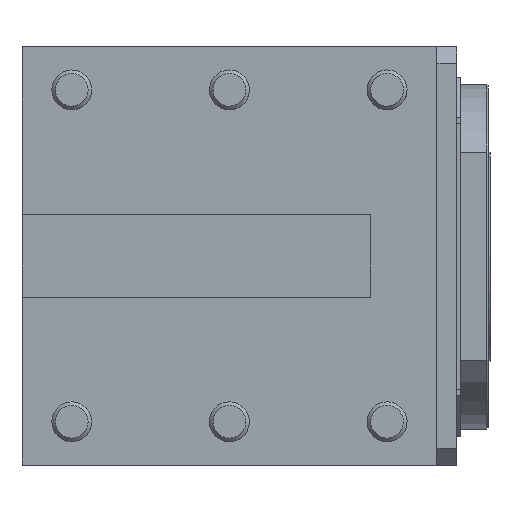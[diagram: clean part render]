
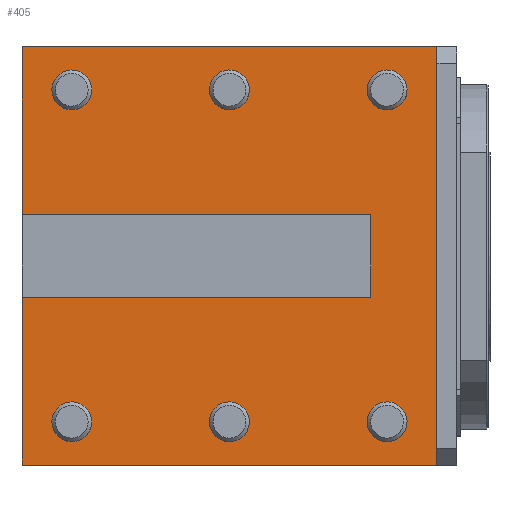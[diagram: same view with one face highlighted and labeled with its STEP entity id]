
A CAD part, top view. The second image highlights one B-rep face of the part: STEP entity #405.
In plain terms, the highlighted planar face has unit normal (0, 0, 1).
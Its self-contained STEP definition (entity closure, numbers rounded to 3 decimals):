
#83=LINE('',#2161,#178);
#84=LINE('',#2164,#179);
#85=LINE('',#2166,#180);
#86=LINE('',#2168,#181);
#87=LINE('',#2170,#182);
#88=LINE('',#2172,#183);
#89=LINE('',#2174,#184);
#90=LINE('',#2176,#185);
#178=VECTOR('',#1741,1.);
#179=VECTOR('',#1742,1.);
#180=VECTOR('',#1743,1.);
#181=VECTOR('',#1744,1.);
#182=VECTOR('',#1745,1.);
#183=VECTOR('',#1746,1.);
#184=VECTOR('',#1747,1.);
#185=VECTOR('',#1748,1.);
#268=PLANE('',#1447);
#405=ADVANCED_FACE('',(#518,#519,#520,#521,#522,#523,#524),#268,.T.);
#518=FACE_BOUND('',#621,.T.);
#519=FACE_BOUND('',#622,.T.);
#520=FACE_BOUND('',#623,.T.);
#521=FACE_BOUND('',#624,.T.);
#522=FACE_BOUND('',#625,.T.);
#523=FACE_BOUND('',#626,.T.);
#524=FACE_BOUND('',#627,.T.);
#621=EDGE_LOOP('',(#812,#813,#814,#815,#816,#817,#818,#819));
#622=EDGE_LOOP('',(#820));
#623=EDGE_LOOP('',(#821));
#624=EDGE_LOOP('',(#822));
#625=EDGE_LOOP('',(#823));
#626=EDGE_LOOP('',(#824));
#627=EDGE_LOOP('',(#825));
#812=ORIENTED_EDGE('',*,*,#1174,.T.);
#813=ORIENTED_EDGE('',*,*,#1175,.T.);
#814=ORIENTED_EDGE('',*,*,#1176,.F.);
#815=ORIENTED_EDGE('',*,*,#1177,.T.);
#816=ORIENTED_EDGE('',*,*,#1178,.T.);
#817=ORIENTED_EDGE('',*,*,#1179,.T.);
#818=ORIENTED_EDGE('',*,*,#1180,.T.);
#819=ORIENTED_EDGE('',*,*,#1181,.T.);
#820=ORIENTED_EDGE('',*,*,#1127,.T.);
#821=ORIENTED_EDGE('',*,*,#1139,.T.);
#822=ORIENTED_EDGE('',*,*,#1144,.T.);
#823=ORIENTED_EDGE('',*,*,#1156,.T.);
#824=ORIENTED_EDGE('',*,*,#1161,.T.);
#825=ORIENTED_EDGE('',*,*,#1166,.T.);
#997=VERTEX_POINT('',#2029);
#1009=VERTEX_POINT('',#2060);
#1014=VERTEX_POINT('',#2076);
#1026=VERTEX_POINT('',#2107);
#1031=VERTEX_POINT('',#2123);
#1036=VERTEX_POINT('',#2139);
#1044=VERTEX_POINT('',#2162);
#1045=VERTEX_POINT('',#2163);
#1046=VERTEX_POINT('',#2165);
#1047=VERTEX_POINT('',#2167);
#1048=VERTEX_POINT('',#2169);
#1049=VERTEX_POINT('',#2171);
#1050=VERTEX_POINT('',#2173);
#1051=VERTEX_POINT('',#2175);
#1127=EDGE_CURVE('',#997,#997,#1263,.T.);
#1139=EDGE_CURVE('',#1009,#1009,#1271,.T.);
#1144=EDGE_CURVE('',#1014,#1014,#1276,.T.);
#1156=EDGE_CURVE('',#1026,#1026,#1284,.T.);
#1161=EDGE_CURVE('',#1031,#1031,#1289,.T.);
#1166=EDGE_CURVE('',#1036,#1036,#1294,.T.);
#1174=EDGE_CURVE('',#1044,#1045,#83,.T.);
#1175=EDGE_CURVE('',#1045,#1046,#84,.T.);
#1176=EDGE_CURVE('',#1047,#1046,#85,.T.);
#1177=EDGE_CURVE('',#1047,#1048,#86,.T.);
#1178=EDGE_CURVE('',#1048,#1049,#87,.T.);
#1179=EDGE_CURVE('',#1049,#1050,#88,.T.);
#1180=EDGE_CURVE('',#1050,#1051,#89,.T.);
#1181=EDGE_CURVE('',#1051,#1044,#90,.T.);
#1263=CIRCLE('',#1373,6.);
#1271=CIRCLE('',#1388,6.);
#1276=CIRCLE('',#1399,6.);
#1284=CIRCLE('',#1414,6.);
#1289=CIRCLE('',#1425,6.);
#1294=CIRCLE('',#1436,6.);
#1373=AXIS2_PLACEMENT_3D('',#2028,#1581,#1582);
#1388=AXIS2_PLACEMENT_3D('',#2059,#1615,#1616);
#1399=AXIS2_PLACEMENT_3D('',#2075,#1637,#1638);
#1414=AXIS2_PLACEMENT_3D('',#2106,#1671,#1672);
#1425=AXIS2_PLACEMENT_3D('',#2122,#1693,#1694);
#1436=AXIS2_PLACEMENT_3D('',#2138,#1715,#1716);
#1447=AXIS2_PLACEMENT_3D('',#2177,#1749,#1750);
#1581=DIRECTION('',(0.,0.,-1.));
#1582=DIRECTION('',(0.999,0.039,0.));
#1615=DIRECTION('',(0.,0.,-1.));
#1616=DIRECTION('',(0.999,0.039,0.));
#1637=DIRECTION('',(0.,0.,-1.));
#1638=DIRECTION('',(0.999,0.039,0.));
#1671=DIRECTION('',(0.,0.,-1.));
#1672=DIRECTION('',(0.999,0.039,0.));
#1693=DIRECTION('',(0.,0.,-1.));
#1694=DIRECTION('',(0.999,0.039,0.));
#1715=DIRECTION('',(0.,0.,-1.));
#1716=DIRECTION('',(0.999,0.039,0.));
#1741=DIRECTION('',(-1.,0.,0.));
#1742=DIRECTION('',(0.,-1.,0.));
#1743=DIRECTION('',(-1.,0.,0.));
#1744=DIRECTION('',(0.,1.,0.));
#1745=DIRECTION('',(-1.,0.,0.));
#1746=DIRECTION('',(0.,-1.,0.));
#1747=DIRECTION('',(1.,0.,0.));
#1748=DIRECTION('',(0.,-1.,0.));
#1749=DIRECTION('',(0.,0.,1.));
#1750=DIRECTION('',(-1.,0.,0.));
#2028=CARTESIAN_POINT('',(-15.,50.,0.));
#2029=CARTESIAN_POINT('',(-20.995,49.764,0.));
#2059=CARTESIAN_POINT('',(-110.,50.,0.));
#2060=CARTESIAN_POINT('',(-115.995,49.764,0.));
#2075=CARTESIAN_POINT('',(-110.,-50.,0.));
#2076=CARTESIAN_POINT('',(-115.995,-50.236,0.));
#2106=CARTESIAN_POINT('',(-62.5,-50.,0.));
#2107=CARTESIAN_POINT('',(-68.495,-50.236,0.));
#2122=CARTESIAN_POINT('',(-62.5,50.,0.));
#2123=CARTESIAN_POINT('',(-68.495,49.764,0.));
#2138=CARTESIAN_POINT('',(-15.,-50.,0.));
#2139=CARTESIAN_POINT('',(-20.995,-50.236,0.));
#2161=CARTESIAN_POINT('',(-20.,-12.5,0.));
#2162=CARTESIAN_POINT('',(-20.,-12.5,0.));
#2163=CARTESIAN_POINT('',(-125.,-12.5,0.));
#2164=CARTESIAN_POINT('',(-125.,-12.5,0.));
#2165=CARTESIAN_POINT('',(-125.,-63.,0.));
#2166=CARTESIAN_POINT('',(0.,-63.,0.));
#2167=CARTESIAN_POINT('',(0.,-63.,0.));
#2168=CARTESIAN_POINT('',(0.,-63.,0.));
#2169=CARTESIAN_POINT('',(0.,63.,0.));
#2170=CARTESIAN_POINT('',(0.,63.,0.));
#2171=CARTESIAN_POINT('',(-125.,63.,0.));
#2172=CARTESIAN_POINT('',(-125.,63.,0.));
#2173=CARTESIAN_POINT('',(-125.,12.5,0.));
#2174=CARTESIAN_POINT('',(-125.,12.5,0.));
#2175=CARTESIAN_POINT('',(-20.,12.5,0.));
#2176=CARTESIAN_POINT('',(-20.,12.5,0.));
#2177=CARTESIAN_POINT('',(7.,63.,0.));
